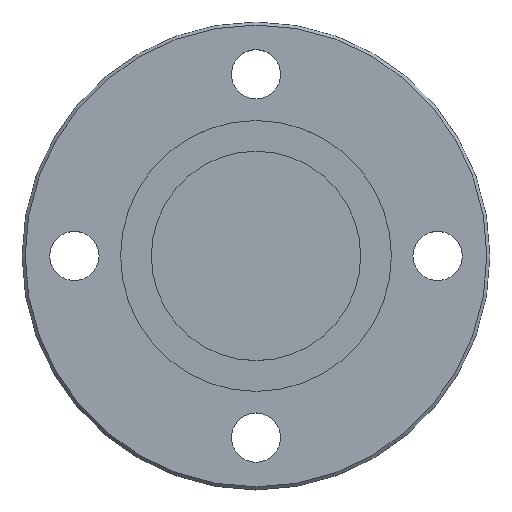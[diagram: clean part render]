
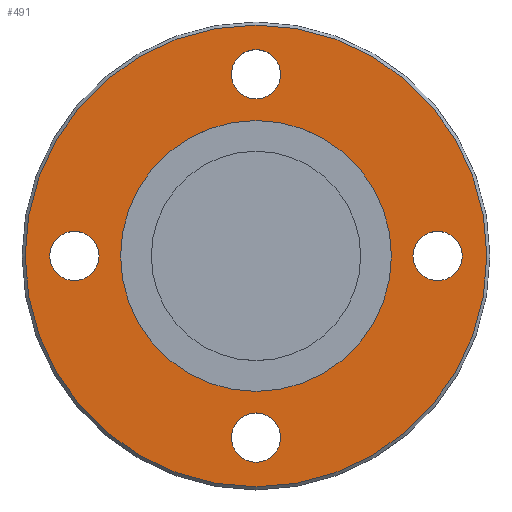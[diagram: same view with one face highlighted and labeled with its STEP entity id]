
A CAD part, top view. The second image highlights one B-rep face of the part: STEP entity #491.
In plain terms, the highlighted planar face has unit normal (0, 0, 1).
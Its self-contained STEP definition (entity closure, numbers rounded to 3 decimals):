
#2 = ORIENTED_EDGE ( 'NONE', *, *, #261, .F. ) ;
#12 = EDGE_CURVE ( 'NONE', #413, #122, #95, .T. ) ;
#17 = DIRECTION ( 'NONE',  ( 0., 1., 0. ) ) ;
#23 = DIRECTION ( 'NONE',  ( 0., 1., 0. ) ) ;
#24 = EDGE_CURVE ( 'NONE', #516, #358, #541, .T. ) ;
#31 = EDGE_CURVE ( 'NONE', #526, #179, #661, .T. ) ;
#41 = AXIS2_PLACEMENT_3D ( 'NONE', #96, #462, #688 ) ;
#50 = AXIS2_PLACEMENT_3D ( 'NONE', #174, #471, #76 ) ;
#57 = ORIENTED_EDGE ( 'NONE', *, *, #24, .T. ) ;
#58 = DIRECTION ( 'NONE',  ( 0., 0., -1. ) ) ;
#70 = AXIS2_PLACEMENT_3D ( 'NONE', #189, #583, #17 ) ;
#75 = DIRECTION ( 'NONE',  ( 0., 0., 1. ) ) ;
#76 = DIRECTION ( 'NONE',  ( 0., -1., 0. ) ) ;
#78 = CIRCLE ( 'NONE', #708, 22. ) ;
#87 = DIRECTION ( 'NONE',  ( 0., 0., 1. ) ) ;
#95 = CIRCLE ( 'NONE', #286, 4. ) ;
#96 = CARTESIAN_POINT ( 'NONE',  ( 29.5, 0., 10. ) ) ;
#98 = VERTEX_POINT ( 'NONE', #704 ) ;
#103 = CIRCLE ( 'NONE', #70, 4. ) ;
#114 = CARTESIAN_POINT ( 'NONE',  ( -4., 29.5, 10. ) ) ;
#118 = VERTEX_POINT ( 'NONE', #702 ) ;
#122 = VERTEX_POINT ( 'NONE', #183 ) ;
#123 = VERTEX_POINT ( 'NONE', #637 ) ;
#133 = CARTESIAN_POINT ( 'NONE',  ( 0., 37.5, 10. ) ) ;
#140 = AXIS2_PLACEMENT_3D ( 'NONE', #133, #58, #296 ) ;
#155 = EDGE_CURVE ( 'NONE', #358, #516, #186, .T. ) ;
#160 = ORIENTED_EDGE ( 'NONE', *, *, #155, .T. ) ;
#165 = ORIENTED_EDGE ( 'NONE', *, *, #472, .F. ) ;
#174 = CARTESIAN_POINT ( 'NONE',  ( 29.5, 0., 10. ) ) ;
#179 = VERTEX_POINT ( 'NONE', #595 ) ;
#183 = CARTESIAN_POINT ( 'NONE',  ( -4., -29.5, 10. ) ) ;
#184 = EDGE_LOOP ( 'NONE', ( #334, #726 ) ) ;
#186 = CIRCLE ( 'NONE', #537, 37.5 ) ;
#187 = CARTESIAN_POINT ( 'NONE',  ( 0., 29.5, 10. ) ) ;
#189 = CARTESIAN_POINT ( 'NONE',  ( -29.5, 0., 10. ) ) ;
#190 = CARTESIAN_POINT ( 'NONE',  ( 0., 0., 10. ) ) ;
#204 = CARTESIAN_POINT ( 'NONE',  ( -22., 0., 10. ) ) ;
#216 = DIRECTION ( 'NONE',  ( 0., 0., 1. ) ) ;
#219 = EDGE_CURVE ( 'NONE', #285, #227, #725, .T. ) ;
#227 = VERTEX_POINT ( 'NONE', #435 ) ;
#261 = EDGE_CURVE ( 'NONE', #227, #285, #103, .T. ) ;
#269 = CIRCLE ( 'NONE', #41, 4. ) ;
#276 = CIRCLE ( 'NONE', #50, 4. ) ;
#285 = VERTEX_POINT ( 'NONE', #587 ) ;
#286 = AXIS2_PLACEMENT_3D ( 'NONE', #596, #75, #539 ) ;
#296 = DIRECTION ( 'NONE',  ( -1., 0., 0. ) ) ;
#302 = DIRECTION ( 'NONE',  ( 1., 0., 0. ) ) ;
#305 = CARTESIAN_POINT ( 'NONE',  ( -37.5, 0., 10. ) ) ;
#307 = CIRCLE ( 'NONE', #561, 4. ) ;
#310 = DIRECTION ( 'NONE',  ( 1., 0., 0. ) ) ;
#325 = ORIENTED_EDGE ( 'NONE', *, *, #546, .F. ) ;
#326 = DIRECTION ( 'NONE',  ( 0., 0., 1. ) ) ;
#334 = ORIENTED_EDGE ( 'NONE', *, *, #705, .F. ) ;
#358 = VERTEX_POINT ( 'NONE', #717 ) ;
#359 = EDGE_LOOP ( 'NONE', ( #396, #401 ) ) ;
#363 = CARTESIAN_POINT ( 'NONE',  ( 0., 0., 10. ) ) ;
#364 = FACE_BOUND ( 'NONE', #359, .T. ) ;
#365 = AXIS2_PLACEMENT_3D ( 'NONE', #187, #87, #542 ) ;
#369 = CARTESIAN_POINT ( 'NONE',  ( 0., 0., 10. ) ) ;
#386 = DIRECTION ( 'NONE',  ( -1., 0., 0. ) ) ;
#390 = DIRECTION ( 'NONE',  ( 1., 0., 0. ) ) ;
#394 = AXIS2_PLACEMENT_3D ( 'NONE', #489, #536, #23 ) ;
#396 = ORIENTED_EDGE ( 'NONE', *, *, #423, .F. ) ;
#401 = ORIENTED_EDGE ( 'NONE', *, *, #12, .F. ) ;
#402 = CIRCLE ( 'NONE', #438, 22. ) ;
#411 = FACE_BOUND ( 'NONE', #456, .T. ) ;
#413 = VERTEX_POINT ( 'NONE', #724 ) ;
#420 = ORIENTED_EDGE ( 'NONE', *, *, #699, .F. ) ;
#423 = EDGE_CURVE ( 'NONE', #122, #413, #714, .T. ) ;
#429 = DIRECTION ( 'NONE',  ( 0., 0., 1. ) ) ;
#435 = CARTESIAN_POINT ( 'NONE',  ( -29.5, 4., 10. ) ) ;
#438 = AXIS2_PLACEMENT_3D ( 'NONE', #608, #216, #497 ) ;
#454 = ORIENTED_EDGE ( 'NONE', *, *, #31, .F. ) ;
#456 = EDGE_LOOP ( 'NONE', ( #420, #454 ) ) ;
#462 = DIRECTION ( 'NONE',  ( 0., 0., 1. ) ) ;
#471 = DIRECTION ( 'NONE',  ( 0., 0., 1. ) ) ;
#472 = EDGE_CURVE ( 'NONE', #123, #118, #269, .T. ) ;
#479 = FACE_BOUND ( 'NONE', #625, .T. ) ;
#489 = CARTESIAN_POINT ( 'NONE',  ( -29.5, 0., 10. ) ) ;
#491 = ADVANCED_FACE ( 'NONE', ( #479, #364, #570, #411, #638, #678 ), #517, .F. ) ;
#497 = DIRECTION ( 'NONE',  ( 1., 0., 0. ) ) ;
#498 = ORIENTED_EDGE ( 'NONE', *, *, #219, .F. ) ;
#516 = VERTEX_POINT ( 'NONE', #305 ) ;
#517 = PLANE ( 'NONE',  #140 ) ;
#526 = VERTEX_POINT ( 'NONE', #114 ) ;
#536 = DIRECTION ( 'NONE',  ( 0., 0., 1. ) ) ;
#537 = AXIS2_PLACEMENT_3D ( 'NONE', #190, #429, #690 ) ;
#539 = DIRECTION ( 'NONE',  ( -1., 0., 0. ) ) ;
#541 = CIRCLE ( 'NONE', #571, 37.5 ) ;
#542 = DIRECTION ( 'NONE',  ( 1., 0., 0. ) ) ;
#545 = DIRECTION ( 'NONE',  ( 0., 0., 1. ) ) ;
#546 = EDGE_CURVE ( 'NONE', #118, #123, #276, .T. ) ;
#561 = AXIS2_PLACEMENT_3D ( 'NONE', #718, #326, #390 ) ;
#568 = EDGE_LOOP ( 'NONE', ( #57, #160 ) ) ;
#570 = FACE_BOUND ( 'NONE', #716, .T. ) ;
#571 = AXIS2_PLACEMENT_3D ( 'NONE', #363, #545, #302 ) ;
#583 = DIRECTION ( 'NONE',  ( 0., 0., 1. ) ) ;
#587 = CARTESIAN_POINT ( 'NONE',  ( -29.5, -4., 10. ) ) ;
#590 = DIRECTION ( 'NONE',  ( 0., 0., 1. ) ) ;
#595 = CARTESIAN_POINT ( 'NONE',  ( 4., 29.5, 10. ) ) ;
#596 = CARTESIAN_POINT ( 'NONE',  ( 0., -29.5, 10. ) ) ;
#608 = CARTESIAN_POINT ( 'NONE',  ( 0., 0., 10. ) ) ;
#625 = EDGE_LOOP ( 'NONE', ( #2, #498 ) ) ;
#637 = CARTESIAN_POINT ( 'NONE',  ( 29.5, 4., 10. ) ) ;
#638 = FACE_BOUND ( 'NONE', #184, .T. ) ;
#641 = EDGE_CURVE ( 'NONE', #730, #98, #78, .T. ) ;
#661 = CIRCLE ( 'NONE', #365, 4. ) ;
#668 = CARTESIAN_POINT ( 'NONE',  ( 0., -29.5, 10. ) ) ;
#678 = FACE_OUTER_BOUND ( 'NONE', #568, .T. ) ;
#683 = AXIS2_PLACEMENT_3D ( 'NONE', #668, #727, #386 ) ;
#688 = DIRECTION ( 'NONE',  ( 0., -1., 0. ) ) ;
#690 = DIRECTION ( 'NONE',  ( 1., 0., 0. ) ) ;
#699 = EDGE_CURVE ( 'NONE', #179, #526, #307, .T. ) ;
#702 = CARTESIAN_POINT ( 'NONE',  ( 29.5, -4., 10. ) ) ;
#704 = CARTESIAN_POINT ( 'NONE',  ( 22., 0., 10. ) ) ;
#705 = EDGE_CURVE ( 'NONE', #98, #730, #402, .T. ) ;
#708 = AXIS2_PLACEMENT_3D ( 'NONE', #369, #590, #310 ) ;
#714 = CIRCLE ( 'NONE', #683, 4. ) ;
#716 = EDGE_LOOP ( 'NONE', ( #325, #165 ) ) ;
#717 = CARTESIAN_POINT ( 'NONE',  ( 37.5, 0., 10. ) ) ;
#718 = CARTESIAN_POINT ( 'NONE',  ( 0., 29.5, 10. ) ) ;
#724 = CARTESIAN_POINT ( 'NONE',  ( 4., -29.5, 10. ) ) ;
#725 = CIRCLE ( 'NONE', #394, 4. ) ;
#726 = ORIENTED_EDGE ( 'NONE', *, *, #641, .F. ) ;
#727 = DIRECTION ( 'NONE',  ( 0., 0., 1. ) ) ;
#730 = VERTEX_POINT ( 'NONE', #204 ) ;
